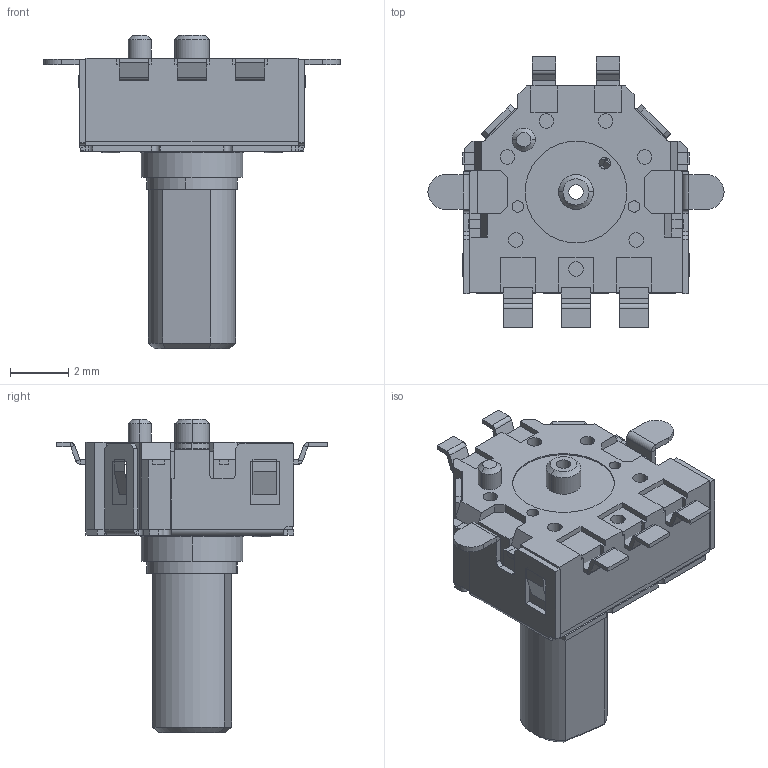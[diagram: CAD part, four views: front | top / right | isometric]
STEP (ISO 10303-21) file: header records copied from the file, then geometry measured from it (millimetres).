
FILE_DESCRIPTION (( 'STEP AP214' ), '1' );
FILE_NAME ('E8H8 SMT平贴带按键10.0.STEP', '2023-04-18T06:30:25', ( 'User' ), ( 'China' ), 'SwSTEP 2.0', 'SolidWorks 2012', '' );
FILE_SCHEMA (( 'AUTOMOTIVE_DESIGN' ));
Length unit declared in the file: millimetre
Products named in the file (1): E8H8 SMT平贴带按键10.0
Bounding box: 10.19 x 9.32 x 10.8 mm (x, y, z)
Surface area: 459.2 mm2 (no closed solid volume)
Topology: 0 solids, 8 shells, 567 faces, 1784 edges, 1206 vertices
Faces by surface type: plane 354, cylinder 150, bspline 49, cone 8, torus 6
Entity records: 27744 total; most frequent: CARTESIAN_POINT 5851, DIRECTION 3151, ORIENTED_EDGE 3148, EDGE_CURVE 1784, VECTOR 1211, LINE 1211, VERTEX_POINT 1206, AXIS2_PLACEMENT_3D 970
